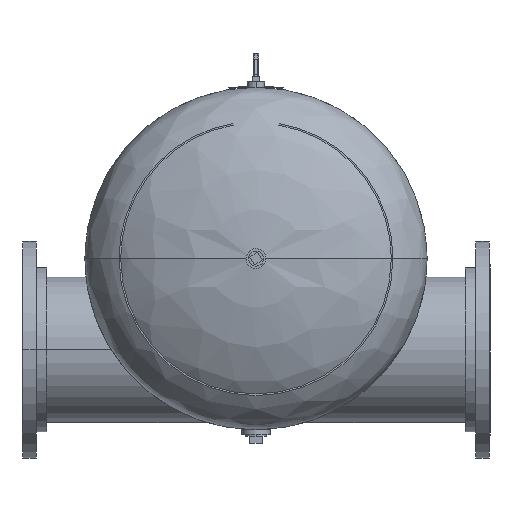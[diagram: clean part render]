
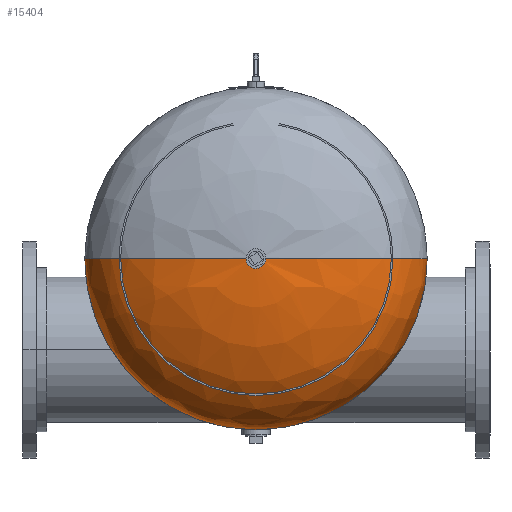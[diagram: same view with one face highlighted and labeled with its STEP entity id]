
A CAD part, front view. The second image highlights one B-rep face of the part: STEP entity #15404.
In plain terms, the highlighted free-form (B-spline) face has degree [3, 3] with [4, 4] control points.
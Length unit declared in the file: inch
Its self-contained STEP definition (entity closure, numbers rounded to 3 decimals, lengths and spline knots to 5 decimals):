
#128 = CARTESIAN_POINT ( 'NONE',  ( -15., 0.788, 0. ) ) ;
#391 = CARTESIAN_POINT ( 'NONE',  ( -0.75, 8.36551, 0. ) ) ;
#987 = VERTEX_POINT ( 'NONE', #9538 ) ;
#1053 = CARTESIAN_POINT ( 'NONE',  ( -0.75, 8.36551, 0. ) ) ;
#2573 = CARTESIAN_POINT ( 'NONE',  ( 0., 0.788, 0. ) ) ;
#2704 = CARTESIAN_POINT ( 'NONE',  ( 0.75, 8.36551, 0. ) ) ;
#2947 = CIRCLE ( 'NONE', #9164, 15. ) ;
#3055 = CARTESIAN_POINT ( 'NONE',  ( -0.75, 8.36551, 0. ) ) ;
#3973 = CARTESIAN_POINT ( 'NONE',  ( 15., 5.05806, -30. ) ) ;
#4063 = CARTESIAN_POINT ( 'NONE',  ( 0.75, 8.36551, -1.5 ) ) ;
#4257 = CARTESIAN_POINT ( 'NONE',  ( -15., 5.05806, -30. ) ) ;
#4276 =( BOUNDED_CURVE ( )  B_SPLINE_CURVE ( 3, ( #6598, #18431, #13175, #18899 ),
 .UNSPECIFIED., .F., .F. ) 
 B_SPLINE_CURVE_WITH_KNOTS ( ( 4, 4 ),
 ( 4.76241, 6.28319 ),
 .UNSPECIFIED. ) 
 CURVE ( )  GEOMETRIC_REPRESENTATION_ITEM ( )  RATIONAL_B_SPLINE_CURVE ( ( 1., 0.816, 0.816, 1. ) ) 
 REPRESENTATION_ITEM ( '' )  );
#5016 = EDGE_LOOP ( 'NONE', ( #8391, #12433, #17414, #13141, #15710 ) ) ;
#5532 = CARTESIAN_POINT ( 'NONE',  ( 15., 0.788, -30. ) ) ;
#5635 = AXIS2_PLACEMENT_3D ( 'NONE', #14168, #6880, #9700 ) ;
#5729 = FACE_OUTER_BOUND ( 'NONE', #5016, .T. ) ;
#6157 =( BOUNDED_CURVE ( )  B_SPLINE_CURVE ( 3, ( #3055, #13463, #15014, #128 ),
 .UNSPECIFIED., .F., .T. ) 
 B_SPLINE_CURVE_WITH_KNOTS ( ( 4, 4 ),
 ( 4.76241, 6.28319 ),
 .UNSPECIFIED. ) 
 CURVE ( )  GEOMETRIC_REPRESENTATION_ITEM ( )  RATIONAL_B_SPLINE_CURVE ( ( 1., 0.816, 0.816, 1. ) ) 
 REPRESENTATION_ITEM ( '' )  );
#6265 = EDGE_CURVE ( 'NONE', #987, #13647, #11216, .T. ) ;
#6323 = CIRCLE ( 'NONE', #17179, 0.75 ) ;
#6598 = CARTESIAN_POINT ( 'NONE',  ( 0.75, 8.36551, 0. ) ) ;
#6880 = DIRECTION ( 'NONE',  ( 0., 1., 0. ) ) ;
#6997 = CARTESIAN_POINT ( 'NONE',  ( 15., 0.788, 0. ) ) ;
#7091 = CARTESIAN_POINT ( 'NONE',  ( -15., 0.788, 0. ) ) ;
#7153 = DIRECTION ( 'NONE',  ( -1., 0., 0. ) ) ;
#7192 = DIRECTION ( 'NONE',  ( 0., 1., 0. ) ) ;
#7283 = DIRECTION ( 'NONE',  ( -1., 0., 0. ) ) ;
#7921 = EDGE_CURVE ( 'NONE', #17863, #987, #6323, .T. ) ;
#7957 = CARTESIAN_POINT ( 'NONE',  ( -15., 0.788, 0. ) ) ;
#8391 = ORIENTED_EDGE ( 'NONE', *, *, #12492, .F. ) ;
#8458 = CARTESIAN_POINT ( 'NONE',  ( 15., 5.05806, 0. ) ) ;
#9017 = VERTEX_POINT ( 'NONE', #16282 ) ;
#9164 = AXIS2_PLACEMENT_3D ( 'NONE', #2573, #14440, #7153 ) ;
#9538 = CARTESIAN_POINT ( 'NONE',  ( 0., 8.36551, -0.75 ) ) ;
#9700 = DIRECTION ( 'NONE',  ( -1., 0., 0. ) ) ;
#10191 = CARTESIAN_POINT ( 'NONE',  ( -15., 5.05806, 0. ) ) ;
#10433 = CARTESIAN_POINT ( 'NONE',  ( 0.75, 8.36551, 0. ) ) ;
#10980 =( BOUNDED_SURFACE ( )  B_SPLINE_SURFACE ( 3, 3, ( 
 ( #2704, #4063, #11741, #1053 ),
 ( #14473, #11555, #11649, #17578 ),
 ( #8458, #3973, #4257, #10191 ),
 ( #6997, #5532, #15928, #7091 ) ),
 .UNSPECIFIED., .F., .F., .T. ) 
 B_SPLINE_SURFACE_WITH_KNOTS ( ( 4, 4 ),
 ( 4, 4 ),
 ( 0., 1. ),
 ( 0., 1. ),
 .UNSPECIFIED. ) 
 GEOMETRIC_REPRESENTATION_ITEM ( )  RATIONAL_B_SPLINE_SURFACE ( (
 ( 1., 0.333, 0.333, 1.),
 ( 0.816, 0.272, 0.272, 0.816),
 ( 0.816, 0.272, 0.272, 0.816),
 ( 1., 0.333, 0.333, 1.) ) ) 
 REPRESENTATION_ITEM ( '' )  SURFACE ( )  );
#11216 = CIRCLE ( 'NONE', #5635, 0.75 ) ;
#11284 = EDGE_CURVE ( 'NONE', #17863, #9017, #4276, .T. ) ;
#11555 = CARTESIAN_POINT ( 'NONE',  ( 9.18163, 8.15201, -18.36325 ) ) ;
#11649 = CARTESIAN_POINT ( 'NONE',  ( -9.18163, 8.15201, -18.36325 ) ) ;
#11655 = CARTESIAN_POINT ( 'NONE',  ( 0., 8.36551, 0. ) ) ;
#11741 = CARTESIAN_POINT ( 'NONE',  ( -0.75, 8.36551, -1.5 ) ) ;
#12433 = ORIENTED_EDGE ( 'NONE', *, *, #6265, .F. ) ;
#12492 = EDGE_CURVE ( 'NONE', #13647, #19034, #6157, .T. ) ;
#13141 = ORIENTED_EDGE ( 'NONE', *, *, #11284, .T. ) ;
#13175 = CARTESIAN_POINT ( 'NONE',  ( 15., 5.05806, 0. ) ) ;
#13463 = CARTESIAN_POINT ( 'NONE',  ( -9.18163, 8.15201, 0. ) ) ;
#13647 = VERTEX_POINT ( 'NONE', #391 ) ;
#14168 = CARTESIAN_POINT ( 'NONE',  ( 0., 8.36551, 0. ) ) ;
#14440 = DIRECTION ( 'NONE',  ( 0., 1., 0. ) ) ;
#14473 = CARTESIAN_POINT ( 'NONE',  ( 9.18163, 8.15201, 0. ) ) ;
#14612 = EDGE_CURVE ( 'NONE', #9017, #19034, #2947, .T. ) ;
#15014 = CARTESIAN_POINT ( 'NONE',  ( -15., 5.05806, 0. ) ) ;
#15404 = ADVANCED_FACE ( 'NONE', ( #5729 ), #10980, .T. ) ;
#15710 = ORIENTED_EDGE ( 'NONE', *, *, #14612, .T. ) ;
#15928 = CARTESIAN_POINT ( 'NONE',  ( -15., 0.788, -30. ) ) ;
#16282 = CARTESIAN_POINT ( 'NONE',  ( 15., 0.788, 0. ) ) ;
#17179 = AXIS2_PLACEMENT_3D ( 'NONE', #11655, #7192, #7283 ) ;
#17414 = ORIENTED_EDGE ( 'NONE', *, *, #7921, .F. ) ;
#17578 = CARTESIAN_POINT ( 'NONE',  ( -9.18163, 8.15201, 0. ) ) ;
#17863 = VERTEX_POINT ( 'NONE', #10433 ) ;
#18431 = CARTESIAN_POINT ( 'NONE',  ( 9.18163, 8.15201, 0. ) ) ;
#18899 = CARTESIAN_POINT ( 'NONE',  ( 15., 0.788, 0. ) ) ;
#19034 = VERTEX_POINT ( 'NONE', #7957 ) ;
